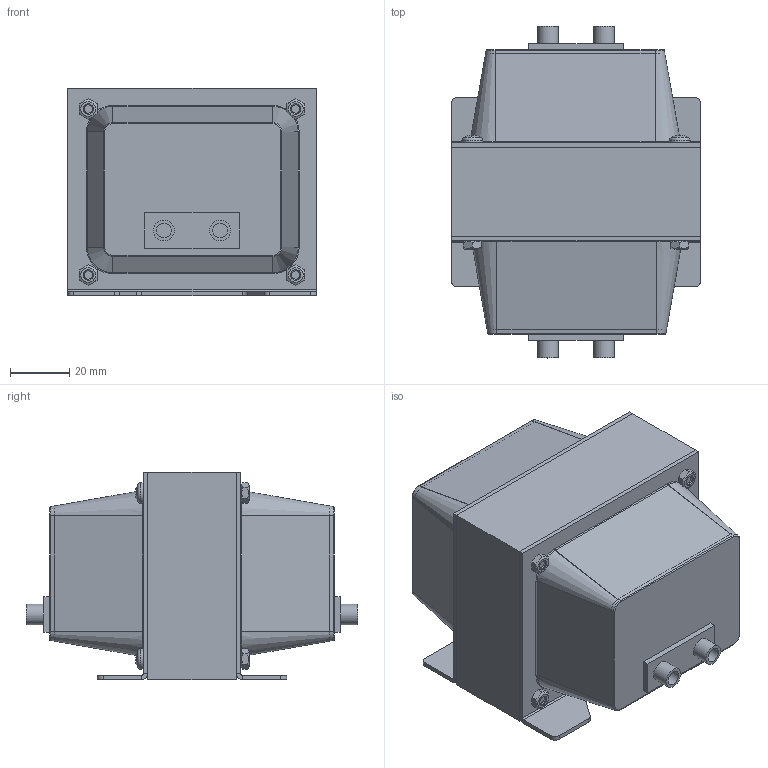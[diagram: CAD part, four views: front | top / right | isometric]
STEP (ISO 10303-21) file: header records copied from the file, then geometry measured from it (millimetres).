
FILE_DESCRIPTION(/* description */ (''),/* implementation_level */ '2;1');
FILE_NAME(/* name */ 'ARB02130041.stp',/* time_stamp */ '2023-11-20T13:55:14+01:00',/* author */ ('velazquez'),/* organization */ (''),/* preprocessor_version */ 'ST-DEVELOPER v19.2',/* originating_system */ 'Autodesk Inventor 2023',/* authorisation */ '');
FILE_SCHEMA (('AUTOMOTIVE_DESIGN { 1 0 10303 214 3 1 1 }'));
Length unit declared in the file: millimetre
Products named in the file (7): ARB02130041; EI84 x 70 - 30 (RC28) Azul; TAPA RC28 RECEPTACULO; Receptaculo Rojo; Receptaculo negro; ISO 7045 - M3,5 x 35 - 4.8 - H; DIN 934 - M3,5
Assembly tree (13 placements, depth 2):
  ARB02130041
    EI84 x 70 - 30 (RC28) Azul
    TAPA RC28 RECEPTACULO  x2
    Receptaculo Rojo
    Receptaculo negro
    ISO 7045 - M3,5 x 35 - 4.8 - H  x4
    DIN 934 - M3,5  x4
Bounding box: 84 x 112 x 70 mm (x, y, z)
Volume: 161739.3 mm3; surface area: 82131.1 mm2
Topology: 13 solids, 13 shells, 350 faces, 868 edges, 556 vertices
Faces by surface type: plane 162, cone 80, cylinder 64, torus 40, sphere 4
Full cylindrical faces by diameter (mm): 2.85 x4, 3.175 x4, 3.5 x4, 4 x8, 4.5 x4, 5 x4, 7 x4
Entity records: 5127 total; most frequent: CARTESIAN_POINT 1002, DIRECTION 807, ORIENTED_EDGE 738, EDGE_CURVE 369, AXIS2_PLACEMENT_3D 302, VERTEX_POINT 237, LINE 203, VECTOR 203
